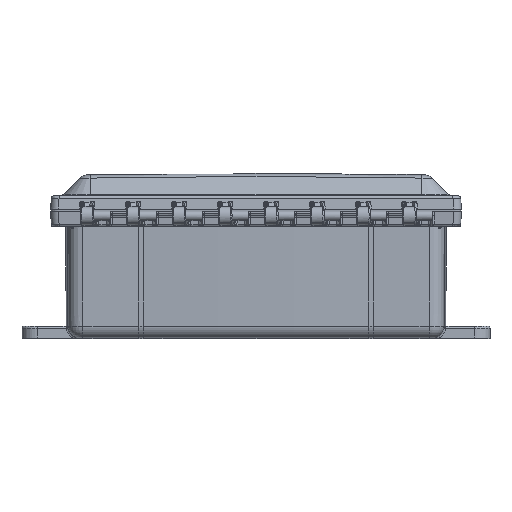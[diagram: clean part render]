
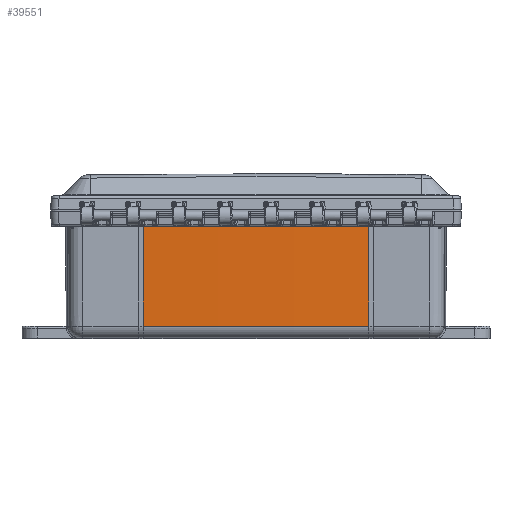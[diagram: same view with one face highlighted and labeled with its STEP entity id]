
A CAD part, top view. The second image highlights one B-rep face of the part: STEP entity #39551.
In plain terms, the highlighted conical face has half-angle 0.25 degrees and reference radius 2858.07 mm.
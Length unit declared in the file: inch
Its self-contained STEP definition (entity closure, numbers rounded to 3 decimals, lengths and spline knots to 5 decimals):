
#3724 = LINE ( 'NONE', #175278, #76222 ) ;
#6124 = VERTEX_POINT ( 'NONE', #93764 ) ;
#23568 = VERTEX_POINT ( 'NONE', #214643 ) ;
#39160 = DIRECTION ( 'NONE',  ( 0., -1., -0.004 ) ) ;
#39551 = ADVANCED_FACE ( 'NONE', ( #109908 ), #208760, .T. ) ;
#53566 = EDGE_CURVE ( 'NONE', #6124, #149462, #3724, .T. ) ;
#75001 = CARTESIAN_POINT ( 'NONE',  ( 0., -0.20472, -107.32875 ) ) ;
#76222 = VECTOR ( 'NONE', #39160, 39.37008 ) ;
#77123 = DIRECTION ( 'NONE',  ( 0., -1., 0. ) ) ;
#78196 = DIRECTION ( 'NONE',  ( 0., -1., -0.004 ) ) ;
#86593 = VERTEX_POINT ( 'NONE', #208208 ) ;
#93280 = ORIENTED_EDGE ( 'NONE', *, *, #124257, .F. ) ;
#93764 = CARTESIAN_POINT ( 'NONE',  ( -3.66936, -0.20472, 5.14177 ) ) ;
#93779 = DIRECTION ( 'NONE',  ( 0.033, 0., 0.999 ) ) ;
#102762 = AXIS2_PLACEMENT_3D ( 'NONE', #113175, #180676, #182870 ) ;
#109908 = FACE_OUTER_BOUND ( 'NONE', #155464, .T. ) ;
#113175 = CARTESIAN_POINT ( 'NONE',  ( 0., -1.97821, -107.32875 ) ) ;
#124257 = EDGE_CURVE ( 'NONE', #23568, #149462, #155028, .T. ) ;
#136982 = ORIENTED_EDGE ( 'NONE', *, *, #170410, .T. ) ;
#140064 = EDGE_CURVE ( 'NONE', #86593, #23568, #144596, .T. ) ;
#140841 = CARTESIAN_POINT ( 'NONE',  ( -3.66885, -3.7517, 5.1263 ) ) ;
#144596 = LINE ( 'NONE', #212068, #160109 ) ;
#145794 = DIRECTION ( 'NONE',  ( 0., -1., 0. ) ) ;
#148237 = ORIENTED_EDGE ( 'NONE', *, *, #140064, .F. ) ;
#149462 = VERTEX_POINT ( 'NONE', #140841 ) ;
#155028 = CIRCLE ( 'NONE', #201005, 112.51488 ) ;
#155464 = EDGE_LOOP ( 'NONE', ( #93280, #148237, #136982, #194326 ) ) ;
#160109 = VECTOR ( 'NONE', #78196, 39.37008 ) ;
#161206 = CARTESIAN_POINT ( 'NONE',  ( 0., -3.7517, -107.32875 ) ) ;
#170410 = EDGE_CURVE ( 'NONE', #86593, #6124, #197215, .T. ) ;
#175278 = CARTESIAN_POINT ( 'NONE',  ( -3.66936, -0.20472, 5.14177 ) ) ;
#180676 = DIRECTION ( 'NONE',  ( 0., 1., 0. ) ) ;
#182870 = DIRECTION ( 'NONE',  ( 1., 0., 0. ) ) ;
#194326 = ORIENTED_EDGE ( 'NONE', *, *, #53566, .T. ) ;
#197215 = CIRCLE ( 'NONE', #211287, 112.53036 ) ;
#197641 = DIRECTION ( 'NONE',  ( 0.033, 0., 0.999 ) ) ;
#201005 = AXIS2_PLACEMENT_3D ( 'NONE', #161206, #77123, #197641 ) ;
#208208 = CARTESIAN_POINT ( 'NONE',  ( 3.66936, -0.20472, 5.14177 ) ) ;
#208760 = CONICAL_SURFACE ( 'NONE', #102762, 112.52262, 0.004 ) ;
#211287 = AXIS2_PLACEMENT_3D ( 'NONE', #75001, #145794, #93779 ) ;
#212068 = CARTESIAN_POINT ( 'NONE',  ( 3.66936, -0.20472, 5.14177 ) ) ;
#214643 = CARTESIAN_POINT ( 'NONE',  ( 3.66885, -3.7517, 5.1263 ) ) ;
